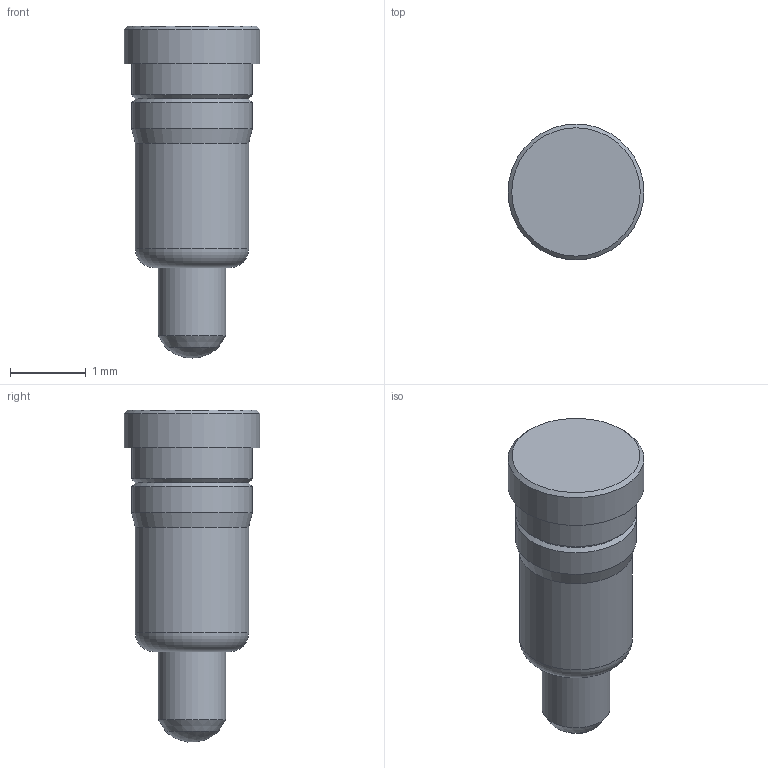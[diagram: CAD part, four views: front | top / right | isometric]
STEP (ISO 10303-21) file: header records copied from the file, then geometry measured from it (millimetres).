
FILE_DESCRIPTION(/* description */ (''),/* implementation_level */ '2;1');
FILE_NAME(/* name */ 'J-3212PF-1-00-0000 v3.step',/* time_stamp */ '2023-06-16T11:44:06+03:00',/* author */ (''),/* organization */ (''),/* preprocessor_version */ 'ST-DEVELOPER v19.2',/* originating_system */ 'Autodesk Translation Framework v12.6.0.85',/* authorisation */ '');
FILE_SCHEMA (('AUTOMOTIVE_DESIGN { 1 0 10303 214 3 1 1 }'));
Length unit declared in the file: millimetre
Products named in the file (1): J-3212PF-1-00-0000
Bounding box: 1.8 x 1.8 x 4.4 mm (x, y, z)
Volume: 6.9 mm3; surface area: 23 mm2
Topology: 1 solids, 1 shells, 15 faces, 31 edges, 20 vertices
Faces by surface type: cylinder 5, cone 5, plane 3, torus 1, sphere 1
Full cylindrical faces by diameter (mm): 0.9 x1, 1.5 x1, 1.6 x2, 1.8 x1
Entity records: 450 total; most frequent: DIRECTION 84, CARTESIAN_POINT 67, ORIENTED_EDGE 62, AXIS2_PLACEMENT_3D 37, EDGE_CURVE 31, CIRCLE 21, VERTEX_POINT 20, EDGE_LOOP 17
